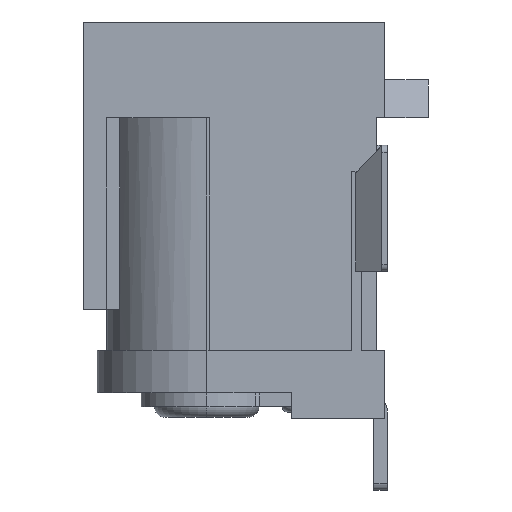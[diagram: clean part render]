
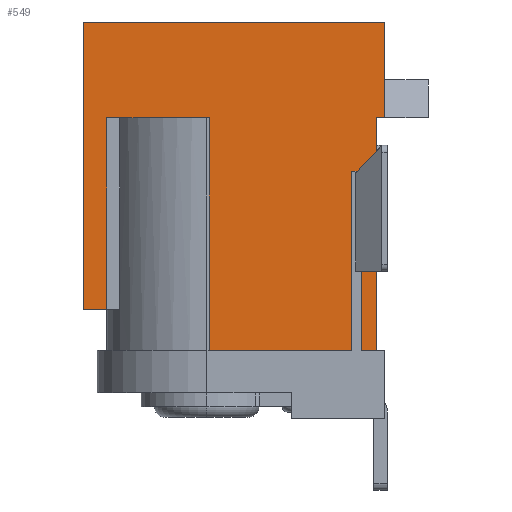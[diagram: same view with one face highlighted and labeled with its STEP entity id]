
A CAD part, left-side view. The second image highlights one B-rep face of the part: STEP entity #549.
In plain terms, the highlighted planar face has unit normal (-1, 0, 0).
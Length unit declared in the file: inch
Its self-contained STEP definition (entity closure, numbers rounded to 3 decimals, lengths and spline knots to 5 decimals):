
#23 = LINE ( 'NONE', #1333, #2222 ) ;
#36 = DIRECTION ( 'NONE',  ( -1., 0., 0. ) ) ;
#149 = EDGE_CURVE ( 'NONE', #3411, #3220, #5034, .T. ) ;
#191 = CARTESIAN_POINT ( 'NONE',  ( -0.17717, 0.04724, -0.47244 ) ) ;
#275 = ORIENTED_EDGE ( 'NONE', *, *, #833, .F. ) ;
#308 = CARTESIAN_POINT ( 'NONE',  ( -0.17717, 0.25197, -0.47244 ) ) ;
#338 = VERTEX_POINT ( 'NONE', #1191 ) ;
#430 = AXIS2_PLACEMENT_3D ( 'NONE', #4641, #36, #3206 ) ;
#431 = VECTOR ( 'NONE', #836, 39.37008 ) ;
#456 = ORIENTED_EDGE ( 'NONE', *, *, #3205, .F. ) ;
#546 = VERTEX_POINT ( 'NONE', #4143 ) ;
#549 = ADVANCED_FACE ( 'NONE', ( #1875 ), #1490, .T. ) ;
#669 = CARTESIAN_POINT ( 'NONE',  ( -0.17717, 0.43307, -0.47244 ) ) ;
#671 = LINE ( 'NONE', #2027, #4517 ) ;
#714 = EDGE_CURVE ( 'NONE', #922, #5252, #2924, .T. ) ;
#750 = LINE ( 'NONE', #5353, #4324 ) ;
#833 = EDGE_CURVE ( 'NONE', #1906, #922, #23, .T. ) ;
#836 = DIRECTION ( 'NONE',  ( 0., -1., 0. ) ) ;
#922 = VERTEX_POINT ( 'NONE', #191 ) ;
#983 = LINE ( 'NONE', #5097, #1443 ) ;
#997 = VECTOR ( 'NONE', #2465, 39.37008 ) ;
#1019 = EDGE_CURVE ( 'NONE', #2205, #3411, #750, .T. ) ;
#1102 = LINE ( 'NONE', #2010, #2700 ) ;
#1120 = CARTESIAN_POINT ( 'NONE',  ( -0.17717, 0., -0.57087 ) ) ;
#1144 = ORIENTED_EDGE ( 'NONE', *, *, #1430, .F. ) ;
#1160 = CARTESIAN_POINT ( 'NONE',  ( -0.17717, 0.04724, -0.21457 ) ) ;
#1191 = CARTESIAN_POINT ( 'NONE',  ( -0.17717, 0.43307, 0. ) ) ;
#1206 = DIRECTION ( 'NONE',  ( 0., 1., 0. ) ) ;
#1265 = CARTESIAN_POINT ( 'NONE',  ( -0.17717, 0.01181, -0.1378 ) ) ;
#1333 = CARTESIAN_POINT ( 'NONE',  ( -0.17717, 0.04724, -0.47244 ) ) ;
#1381 = ORIENTED_EDGE ( 'NONE', *, *, #4427, .F. ) ;
#1430 = EDGE_CURVE ( 'NONE', #2513, #2606, #671, .T. ) ;
#1432 = ORIENTED_EDGE ( 'NONE', *, *, #1800, .F. ) ;
#1442 = DIRECTION ( 'NONE',  ( 0., 0., -1. ) ) ;
#1443 = VECTOR ( 'NONE', #4707, 39.37008 ) ;
#1455 = VECTOR ( 'NONE', #5788, 39.37008 ) ;
#1490 = PLANE ( 'NONE',  #430 ) ;
#1582 = DIRECTION ( 'NONE',  ( 0., 0., -1. ) ) ;
#1678 = VERTEX_POINT ( 'NONE', #4552 ) ;
#1687 = VERTEX_POINT ( 'NONE', #4054 ) ;
#1739 = CARTESIAN_POINT ( 'NONE',  ( -0.17717, 0.39961, -0.1378 ) ) ;
#1800 = EDGE_CURVE ( 'NONE', #1678, #1906, #5126, .T. ) ;
#1829 = VECTOR ( 'NONE', #2702, 39.37008 ) ;
#1875 = FACE_OUTER_BOUND ( 'NONE', #5505, .T. ) ;
#1877 = EDGE_CURVE ( 'NONE', #3220, #1678, #5383, .T. ) ;
#1906 = VERTEX_POINT ( 'NONE', #4153 ) ;
#2010 = CARTESIAN_POINT ( 'NONE',  ( -0.17717, 0.25197, -0.41339 ) ) ;
#2027 = CARTESIAN_POINT ( 'NONE',  ( -0.17717, 0.39961, -0.1378 ) ) ;
#2056 = CARTESIAN_POINT ( 'NONE',  ( -0.17717, 0.43307, -0.57087 ) ) ;
#2171 = EDGE_CURVE ( 'NONE', #2242, #5358, #5224, .T. ) ;
#2205 = VERTEX_POINT ( 'NONE', #3459 ) ;
#2222 = VECTOR ( 'NONE', #1442, 39.37008 ) ;
#2242 = VERTEX_POINT ( 'NONE', #3783 ) ;
#2296 = EDGE_CURVE ( 'NONE', #2606, #1687, #983, .T. ) ;
#2465 = DIRECTION ( 'NONE',  ( 0., 1., 0. ) ) ;
#2482 = EDGE_CURVE ( 'NONE', #546, #2513, #2540, .T. ) ;
#2497 = VECTOR ( 'NONE', #1206, 39.37008 ) ;
#2501 = VECTOR ( 'NONE', #2649, 39.37008 ) ;
#2513 = VERTEX_POINT ( 'NONE', #1739 ) ;
#2536 = ORIENTED_EDGE ( 'NONE', *, *, #2171, .T. ) ;
#2540 = LINE ( 'NONE', #3498, #2497 ) ;
#2606 = VERTEX_POINT ( 'NONE', #2902 ) ;
#2648 = CARTESIAN_POINT ( 'NONE',  ( -0.17717, 0.01181, -0.47244 ) ) ;
#2649 = DIRECTION ( 'NONE',  ( 0., 0., 1. ) ) ;
#2700 = VECTOR ( 'NONE', #4815, 39.37008 ) ;
#2702 = DIRECTION ( 'NONE',  ( 0., 1., 0. ) ) ;
#2811 = ORIENTED_EDGE ( 'NONE', *, *, #1019, .F. ) ;
#2902 = CARTESIAN_POINT ( 'NONE',  ( -0.17717, 0.39961, -0.41339 ) ) ;
#2909 = ORIENTED_EDGE ( 'NONE', *, *, #3182, .T. ) ;
#2924 = LINE ( 'NONE', #669, #997 ) ;
#3073 = CARTESIAN_POINT ( 'NONE',  ( -0.17717, 0.03346, -0.47244 ) ) ;
#3106 = CARTESIAN_POINT ( 'NONE',  ( -0.17717, 0.03346, -0.47244 ) ) ;
#3182 = EDGE_CURVE ( 'NONE', #546, #5252, #1102, .T. ) ;
#3205 = EDGE_CURVE ( 'NONE', #1687, #338, #5653, .T. ) ;
#3206 = DIRECTION ( 'NONE',  ( 0., 0., 1. ) ) ;
#3220 = VERTEX_POINT ( 'NONE', #3106 ) ;
#3411 = VERTEX_POINT ( 'NONE', #2648 ) ;
#3459 = CARTESIAN_POINT ( 'NONE',  ( -0.17717, 0.01181, -0.1378 ) ) ;
#3498 = CARTESIAN_POINT ( 'NONE',  ( -0.17717, 0.25197, -0.1378 ) ) ;
#3554 = ORIENTED_EDGE ( 'NONE', *, *, #1877, .F. ) ;
#3618 = ORIENTED_EDGE ( 'NONE', *, *, #714, .F. ) ;
#3677 = ORIENTED_EDGE ( 'NONE', *, *, #149, .F. ) ;
#3783 = CARTESIAN_POINT ( 'NONE',  ( -0.17717, 0., -0.1378 ) ) ;
#3816 = DIRECTION ( 'NONE',  ( 0., 0., 1. ) ) ;
#3829 = DIRECTION ( 'NONE',  ( 0., 0., 1. ) ) ;
#3868 = ORIENTED_EDGE ( 'NONE', *, *, #5698, .T. ) ;
#3919 = LINE ( 'NONE', #5683, #431 ) ;
#3995 = CARTESIAN_POINT ( 'NONE',  ( -0.17717, 0., 0. ) ) ;
#4054 = CARTESIAN_POINT ( 'NONE',  ( -0.17717, 0.43307, -0.41339 ) ) ;
#4143 = CARTESIAN_POINT ( 'NONE',  ( -0.17717, 0.25197, -0.1378 ) ) ;
#4153 = CARTESIAN_POINT ( 'NONE',  ( -0.17717, 0.04724, -0.21457 ) ) ;
#4214 = VECTOR ( 'NONE', #5800, 39.37008 ) ;
#4321 = VECTOR ( 'NONE', #3829, 39.37008 ) ;
#4324 = VECTOR ( 'NONE', #4841, 39.37008 ) ;
#4427 = EDGE_CURVE ( 'NONE', #338, #5358, #3919, .T. ) ;
#4517 = VECTOR ( 'NONE', #1582, 39.37008 ) ;
#4552 = CARTESIAN_POINT ( 'NONE',  ( -0.17717, 0.03346, -0.21457 ) ) ;
#4574 = CARTESIAN_POINT ( 'NONE',  ( -0.17717, 0.43307, -0.47244 ) ) ;
#4641 = CARTESIAN_POINT ( 'NONE',  ( -0.17717, 0., -0.57087 ) ) ;
#4707 = DIRECTION ( 'NONE',  ( 0., 1., 0. ) ) ;
#4815 = DIRECTION ( 'NONE',  ( 0., 0., -1. ) ) ;
#4841 = DIRECTION ( 'NONE',  ( 0., 0., -1. ) ) ;
#4980 = VECTOR ( 'NONE', #3816, 39.37008 ) ;
#5034 = LINE ( 'NONE', #4574, #1829 ) ;
#5097 = CARTESIAN_POINT ( 'NONE',  ( -0.17717, 0.25197, -0.41339 ) ) ;
#5126 = LINE ( 'NONE', #1160, #1455 ) ;
#5224 = LINE ( 'NONE', #1120, #4980 ) ;
#5252 = VERTEX_POINT ( 'NONE', #308 ) ;
#5353 = CARTESIAN_POINT ( 'NONE',  ( -0.17717, 0.01181, -0.47244 ) ) ;
#5358 = VERTEX_POINT ( 'NONE', #3995 ) ;
#5381 = LINE ( 'NONE', #1265, #4214 ) ;
#5383 = LINE ( 'NONE', #3073, #2501 ) ;
#5505 = EDGE_LOOP ( 'NONE', ( #3868, #2536, #1381, #456, #5842, #1144, #5720, #2909, #3618, #275, #1432, #3554, #3677, #2811 ) ) ;
#5653 = LINE ( 'NONE', #2056, #4321 ) ;
#5683 = CARTESIAN_POINT ( 'NONE',  ( -0.17717, 0., 0. ) ) ;
#5698 = EDGE_CURVE ( 'NONE', #2205, #2242, #5381, .T. ) ;
#5720 = ORIENTED_EDGE ( 'NONE', *, *, #2482, .F. ) ;
#5788 = DIRECTION ( 'NONE',  ( 0., 1., 0. ) ) ;
#5800 = DIRECTION ( 'NONE',  ( 0., -1., 0. ) ) ;
#5842 = ORIENTED_EDGE ( 'NONE', *, *, #2296, .F. ) ;
